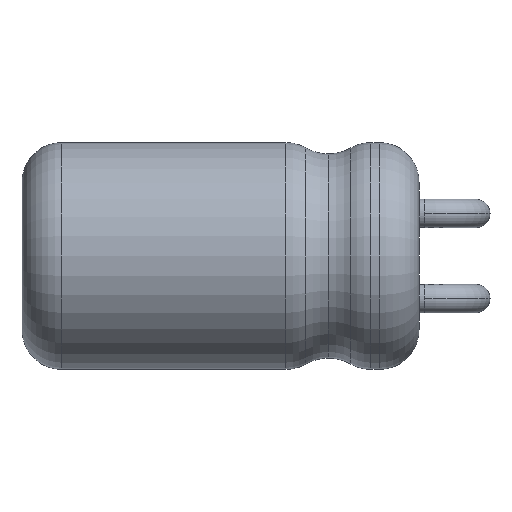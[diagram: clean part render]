
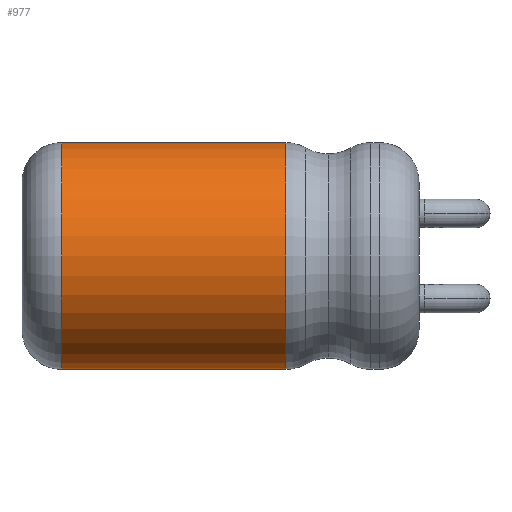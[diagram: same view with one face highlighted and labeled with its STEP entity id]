
A CAD part, left-side view. The second image highlights one B-rep face of the part: STEP entity #977.
In plain terms, the highlighted cylindrical face has radius 2 mm (diameter 4 mm), a partial arc.
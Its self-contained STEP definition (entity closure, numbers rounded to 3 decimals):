
#1 = EDGE_CURVE ( 'NONE', #120, #1010, #1094, .T. ) ;
#26 = VERTEX_POINT ( 'NONE', #110 ) ;
#110 = CARTESIAN_POINT ( 'NONE',  ( 0., 2.348, -2. ) ) ;
#120 = VERTEX_POINT ( 'NONE', #875 ) ;
#126 = CARTESIAN_POINT ( 'NONE',  ( 0., 6.3, -2. ) ) ;
#136 = DIRECTION ( 'NONE',  ( 0., -1., 0. ) ) ;
#203 = DIRECTION ( 'NONE',  ( 0., -1., 0. ) ) ;
#215 = FACE_OUTER_BOUND ( 'NONE', #764, .T. ) ;
#298 = VECTOR ( 'NONE', #671, 1000. ) ;
#307 = CIRCLE ( 'NONE', #633, 2. ) ;
#317 = CARTESIAN_POINT ( 'NONE',  ( 0., 2.348, 2. ) ) ;
#333 = CARTESIAN_POINT ( 'NONE',  ( 0., 2.348, 0. ) ) ;
#345 = EDGE_CURVE ( 'NONE', #1044, #26, #848, .T. ) ;
#378 = CARTESIAN_POINT ( 'NONE',  ( 0., 6.3, 0. ) ) ;
#426 = AXIS2_PLACEMENT_3D ( 'NONE', #1061, #776, #1140 ) ;
#475 = CYLINDRICAL_SURFACE ( 'NONE', #426, 2. ) ;
#558 = ORIENTED_EDGE ( 'NONE', *, *, #838, .T. ) ;
#601 = EDGE_CURVE ( 'NONE', #26, #1010, #926, .T. ) ;
#621 = ORIENTED_EDGE ( 'NONE', *, *, #1, .F. ) ;
#633 = AXIS2_PLACEMENT_3D ( 'NONE', #378, #203, #946 ) ;
#671 = DIRECTION ( 'NONE',  ( 0., -1., 0. ) ) ;
#764 = EDGE_LOOP ( 'NONE', ( #621, #558, #1147, #1108 ) ) ;
#776 = DIRECTION ( 'NONE',  ( 0., -1., 0. ) ) ;
#788 = DIRECTION ( 'NONE',  ( 0., 0., -1. ) ) ;
#838 = EDGE_CURVE ( 'NONE', #120, #1044, #307, .T. ) ;
#848 = LINE ( 'NONE', #967, #966 ) ;
#875 = CARTESIAN_POINT ( 'NONE',  ( 0., 6.3, 2. ) ) ;
#905 = DIRECTION ( 'NONE',  ( 0., 1., 0. ) ) ;
#926 = CIRCLE ( 'NONE', #1045, 2. ) ;
#946 = DIRECTION ( 'NONE',  ( 0., 0., 1. ) ) ;
#966 = VECTOR ( 'NONE', #136, 1000. ) ;
#967 = CARTESIAN_POINT ( 'NONE',  ( 0., 7., -2. ) ) ;
#977 = ADVANCED_FACE ( 'NONE', ( #215 ), #475, .T. ) ;
#1010 = VERTEX_POINT ( 'NONE', #317 ) ;
#1044 = VERTEX_POINT ( 'NONE', #126 ) ;
#1045 = AXIS2_PLACEMENT_3D ( 'NONE', #333, #905, #788 ) ;
#1061 = CARTESIAN_POINT ( 'NONE',  ( 0., 7., 0. ) ) ;
#1094 = LINE ( 'NONE', #1135, #298 ) ;
#1108 = ORIENTED_EDGE ( 'NONE', *, *, #601, .T. ) ;
#1135 = CARTESIAN_POINT ( 'NONE',  ( 0., 7., 2. ) ) ;
#1140 = DIRECTION ( 'NONE',  ( 0., 0., -1. ) ) ;
#1147 = ORIENTED_EDGE ( 'NONE', *, *, #345, .T. ) ;
